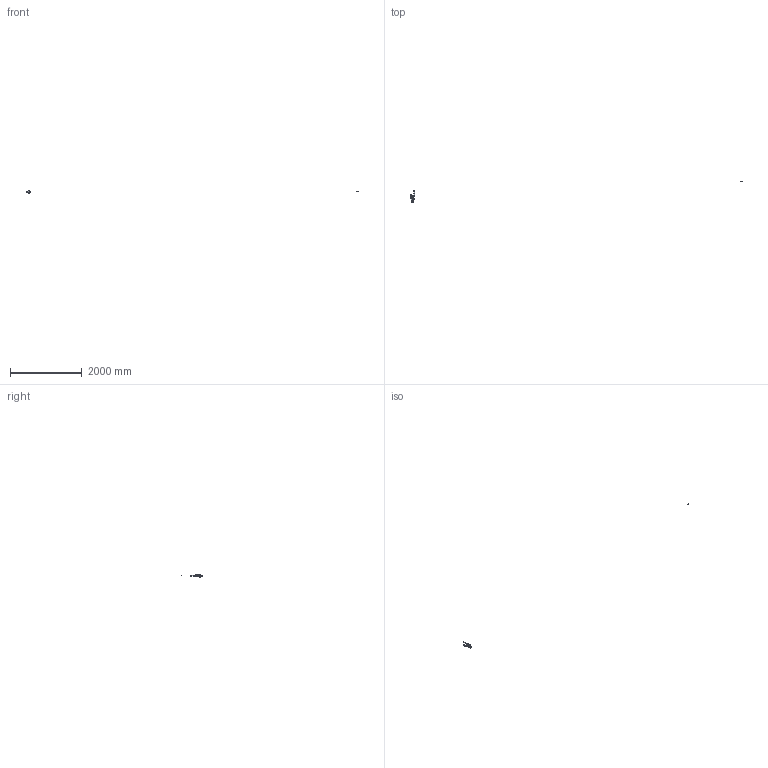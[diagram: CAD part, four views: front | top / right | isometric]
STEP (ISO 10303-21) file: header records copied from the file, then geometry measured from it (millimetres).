
FILE_DESCRIPTION (( 'STEP AP203' ), '1' );
FILE_NAME ('CH-72430B.STEP', '2020-03-10T08:08:53', ( 'User' ), ( 'china' ), 'SwSTEP 2.0', 'SolidWorks 2018', '' );
FILE_SCHEMA (( 'CONFIG_CONTROL_DESIGN' ));
Length unit declared in the file: millimetre
Products named in the file (30): 72425-06; 72425-03; 72425-08; 72425-07; M12; 88; 72425-09; CH-72430B-01; 72425-10; CH-72430B-02; CH-72430B
Assembly tree (19 placements, depth 2):
  72425-06
  72425-06
  72425-03
  72425-08
  72425-03
Bounding box: 9241.42 x 607.8 x 68.5 mm (x, y, z)
Volume: 468853.4 mm3; surface area: 158902.2 mm2
Topology: 43 solids, 43 shells, 5230 faces, 14747 edges, 9796 vertices
Faces by surface type: plane 3047, cylinder 1885, bspline 189, cone 109
Entity records: 90542 total; most frequent: CARTESIAN_POINT 29263, ORIENTED_EDGE 12600, DIRECTION 11718, EDGE_CURVE 6300, VERTEX_POINT 4180, VECTOR 4138, LINE 4138, AXIS2_PLACEMENT_3D 3790
